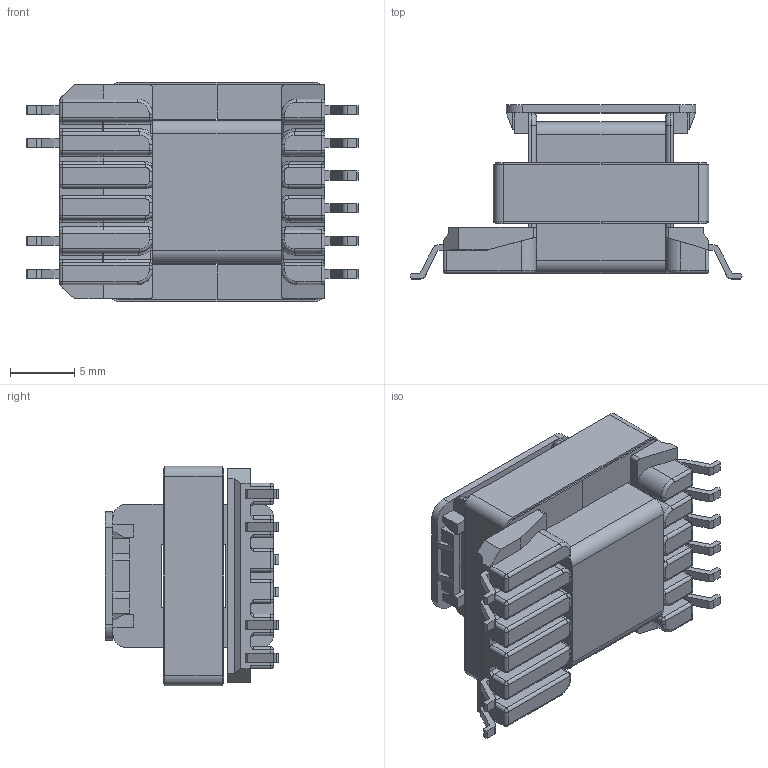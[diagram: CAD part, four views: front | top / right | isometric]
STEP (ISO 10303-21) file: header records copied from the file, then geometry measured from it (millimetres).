
FILE_DESCRIPTION (( 'STEP AP214' ), '1' );
FILE_NAME ('EE16-8-5_5642_0226_MP3-4.STEP', '2021-08-10T13:52:07', ( '' ), ( '' ), 'SwSTEP 2.0', 'SolidWorks 2017', '' );
FILE_SCHEMA (( 'AUTOMOTIVE_DESIGN' ));
Length unit declared in the file: millimetre
Products named in the file (6): 150-1411_6A; EE16-8-5_5642_0226_MP3-4; 440-9989-1411; 070-5642_6E; 186-0226_6A; 070-5642_coil
Assembly tree (6 placements, depth 2):
  EE16-8-5_5642_0226_MP3-4
    070-5642_6E
    070-5642_coil
    150-1411_6A  x2
    440-9989-1411
    186-0226_6A
Bounding box: 25.76 x 13.49 x 17.03 mm (x, y, z)
Volume: 2704.4 mm3; surface area: 4550.9 mm2
Topology: 6 solids, 6 shells, 606 faces, 1572 edges, 952 vertices
Faces by surface type: plane 314, cylinder 200, torus 40, sphere 32, bspline 20
Entity records: 19686 total; most frequent: CARTESIAN_POINT 3765, ORIENTED_EDGE 2988, DIRECTION 2960, EDGE_CURVE 1494, VECTOR 1002, LINE 1002, AXIS2_PLACEMENT_3D 979, VERTEX_POINT 924
